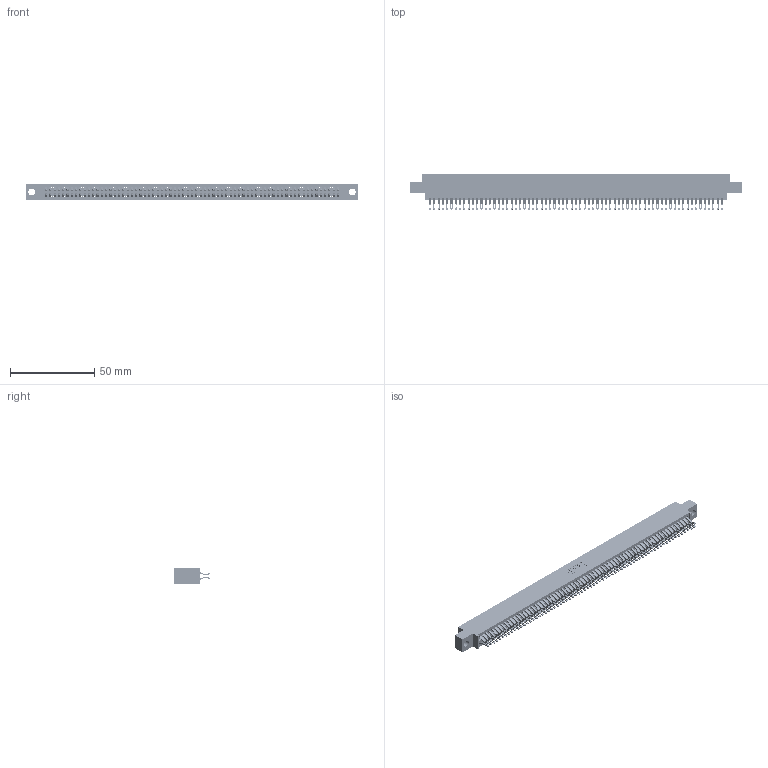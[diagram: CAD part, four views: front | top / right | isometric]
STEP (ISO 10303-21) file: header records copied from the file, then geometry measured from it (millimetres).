
FILE_DESCRIPTION (( 'STEP AP203' ), '1' );
FILE_NAME ('395-138-555-804.STEP', '2018-12-05T16:49:06', ( '' ), ( '' ), 'SwSTEP 2.0', 'SolidWorks 2016', '' );
FILE_SCHEMA (( 'CONFIG_CONTROL_DESIGN' ));
Length unit declared in the file: inch
Products named in the file (3): 345 Part_0.170 Offset - 0.156 Dia-TH; 345-292-001_555 Tail; 395-138-555-804
Assembly tree (139 placements, depth 2):
  395-138-555-804
    345 Part_0.170 Offset - 0.156 Dia-TH
    345-292-001_555 Tail  x138
Bounding box: 196.47 x 21.13 x 9.4 mm (x, y, z)
Volume: 19534.9 mm3; surface area: 30749.6 mm2
Topology: 139 solids, 139 shells, 7858 faces, 24779 edges, 16518 vertices
Faces by surface type: plane 4362, cylinder 3496
Entity records: 50965 total; most frequent: CARTESIAN_POINT 8554, ORIENTED_EDGE 8458, DIRECTION 7477, EDGE_CURVE 4229, LINE 3801, VECTOR 3801, VERTEX_POINT 2818, AXIS2_PLACEMENT_3D 1838
